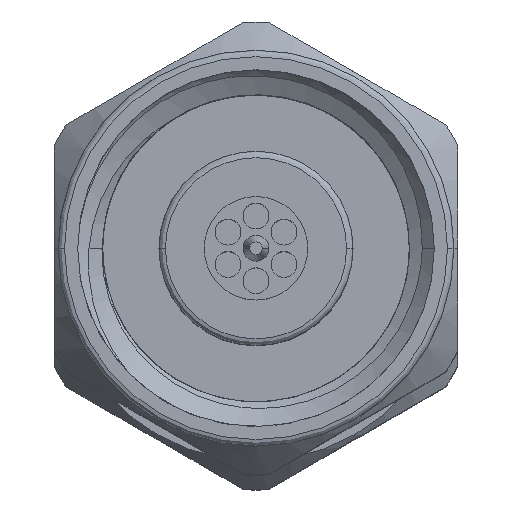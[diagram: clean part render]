
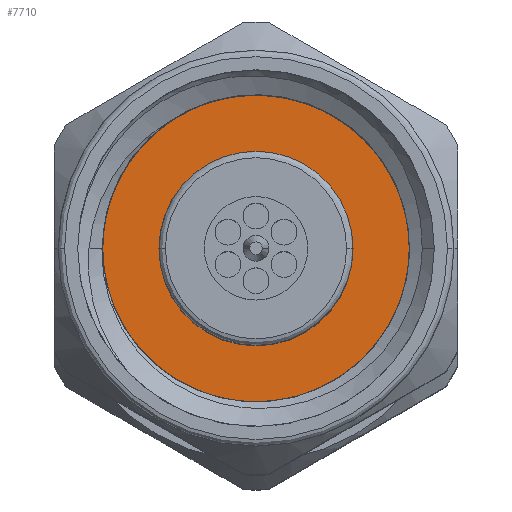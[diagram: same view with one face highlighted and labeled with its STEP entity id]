
A CAD part, top view. The second image highlights one B-rep face of the part: STEP entity #7710.
In plain terms, the highlighted face is planar.
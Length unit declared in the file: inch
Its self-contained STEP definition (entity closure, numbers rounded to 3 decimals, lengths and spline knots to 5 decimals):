
#280 = CARTESIAN_POINT ( 'NONE',  ( 0.3, 0., 0. ) ) ;
#612 = AXIS2_PLACEMENT_3D ( 'NONE', #8375, #3287, #2605 ) ;
#718 = AXIS2_PLACEMENT_3D ( 'NONE', #5481, #1447, #3828 ) ;
#1399 = VERTEX_POINT ( 'NONE', #4576 ) ;
#1447 = DIRECTION ( 'NONE',  ( -1., 0., 0. ) ) ;
#1831 = DIRECTION ( 'NONE',  ( -1., 0., 0. ) ) ;
#2605 = DIRECTION ( 'NONE',  ( 0., 0., 1. ) ) ;
#3287 = DIRECTION ( 'NONE',  ( -1., 0., 0. ) ) ;
#3828 = DIRECTION ( 'NONE',  ( 0., 0., 1. ) ) ;
#4576 = CARTESIAN_POINT ( 'NONE',  ( 0.3, 0., 0.1378 ) ) ;
#5001 = FACE_OUTER_BOUND ( 'NONE', #10299, .T. ) ;
#5481 = CARTESIAN_POINT ( 'NONE',  ( 0.3, 0., 0. ) ) ;
#5907 = ORIENTED_EDGE ( 'NONE', *, *, #8471, .T. ) ;
#6975 = DIRECTION ( 'NONE',  ( 0., 0., 1. ) ) ;
#7710 = ADVANCED_FACE ( 'NONE', ( #5001 ), #10909, .T. ) ;
#7738 = VERTEX_POINT ( 'NONE', #9356 ) ;
#7790 = CIRCLE ( 'NONE', #10251, 0.1378 ) ;
#8375 = CARTESIAN_POINT ( 'NONE',  ( 0.3, 0., 0. ) ) ;
#8471 = EDGE_CURVE ( 'NONE', #7738, #1399, #7790, .T. ) ;
#8624 = EDGE_CURVE ( 'NONE', #1399, #7738, #9714, .T. ) ;
#9356 = CARTESIAN_POINT ( 'NONE',  ( 0.3, 0., -0.1378 ) ) ;
#9714 = CIRCLE ( 'NONE', #718, 0.1378 ) ;
#10251 = AXIS2_PLACEMENT_3D ( 'NONE', #280, #1831, #6975 ) ;
#10299 = EDGE_LOOP ( 'NONE', ( #10784, #5907 ) ) ;
#10784 = ORIENTED_EDGE ( 'NONE', *, *, #8624, .T. ) ;
#10909 = PLANE ( 'NONE',  #612 ) ;
